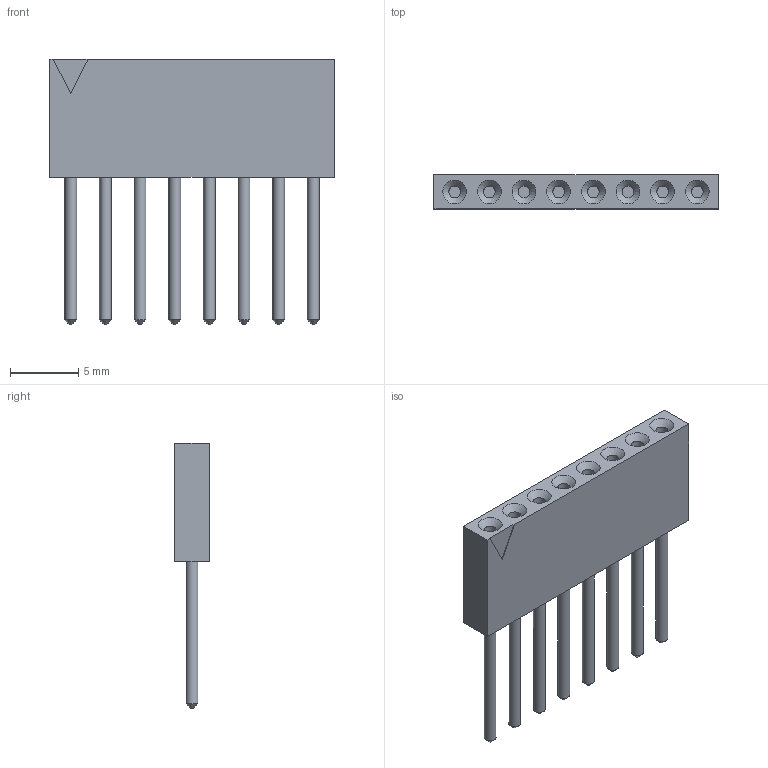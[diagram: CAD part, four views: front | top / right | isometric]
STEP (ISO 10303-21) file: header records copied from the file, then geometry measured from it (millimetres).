
FILE_DESCRIPTION(('FreeCAD Model'),'2;1');
FILE_NAME('1602313.3.1.stp','2020-12-24T08:18:14',( 'Author'),(''),'Open CASCADE STEP processor 6.9','FreeCAD','Unknown' );
FILE_SCHEMA(('AUTOMOTIVE_DESIGN { 1 0 10303 214 1 1 1 1 }'));
Length unit declared in the file: millimetre
Products named in the file (3): ASSEMBLY; Body; LeadsArray
Assembly tree (2 placements, depth 2):
  ASSEMBLY
    Body
    LeadsArray
Bounding box: 20.87 x 2.5 x 19.45 mm (x, y, z)
Volume: 474.1 mm3; surface area: 934.3 mm2
Topology: 9 solids, 9 shells, 65 faces, 101 edges, 62 vertices
Faces by surface type: plane 33, cone 16, cylinder 16
Full cylindrical faces by diameter (mm): 0.87 x16
Entity records: 2851 total; most frequent: CARTESIAN_POINT 465, DIRECTION 455, ORIENTED_EDGE 202, PCURVE 202, DEFINITIONAL_REPRESENTATION 202, LINE 191, VECTOR 191, AXIS2_PLACEMENT_3D 116
